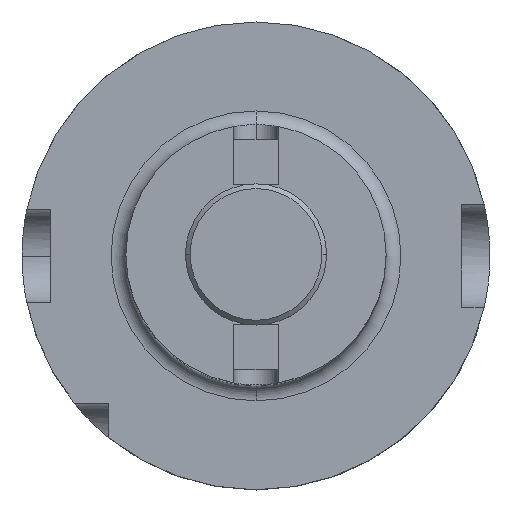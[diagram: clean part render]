
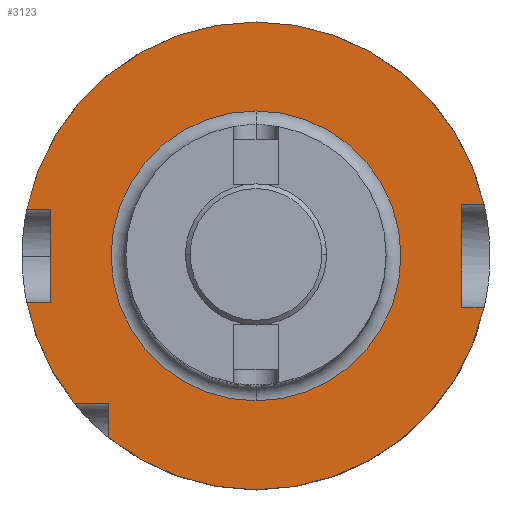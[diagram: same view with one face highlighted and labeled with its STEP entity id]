
A CAD part, top view. The second image highlights one B-rep face of the part: STEP entity #3123.
In plain terms, the highlighted planar face has unit normal (0, 0, 1).
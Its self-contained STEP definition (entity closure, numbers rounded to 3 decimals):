
#5 = VERTEX_POINT ( 'NONE', #1293 ) ;
#14 = DIRECTION ( 'NONE',  ( -1., 0., 0. ) ) ;
#50 = VERTEX_POINT ( 'NONE', #820 ) ;
#70 = CIRCLE ( 'NONE', #2383, 30.983 ) ;
#72 = CIRCLE ( 'NONE', #1471, 30.983 ) ;
#80 = CARTESIAN_POINT ( 'NONE',  ( 0., 0., 29. ) ) ;
#113 = VECTOR ( 'NONE', #494, 1000. ) ;
#119 = PLANE ( 'NONE',  #1359 ) ;
#133 = VERTEX_POINT ( 'NONE', #2468 ) ;
#138 = VERTEX_POINT ( 'NONE', #284 ) ;
#173 = CARTESIAN_POINT ( 'NONE',  ( 48.775, 11., 29. ) ) ;
#190 = LINE ( 'NONE', #1722, #3112 ) ;
#248 = ORIENTED_EDGE ( 'NONE', *, *, #660, .F. ) ;
#282 = CARTESIAN_POINT ( 'NONE',  ( -31.5, 27.813, 29. ) ) ;
#284 = CARTESIAN_POINT ( 'NONE',  ( 0., 30.983, 29. ) ) ;
#398 = EDGE_LOOP ( 'NONE', ( #2615, #2415 ) ) ;
#441 = CARTESIAN_POINT ( 'NONE',  ( 0., 10., 29. ) ) ;
#446 = ORIENTED_EDGE ( 'NONE', *, *, #1261, .F. ) ;
#494 = DIRECTION ( 'NONE',  ( 0., 1., 0. ) ) ;
#500 = CARTESIAN_POINT ( 'NONE',  ( 44., -11., 29. ) ) ;
#531 = VERTEX_POINT ( 'NONE', #768 ) ;
#555 = EDGE_CURVE ( 'NONE', #2074, #2706, #2807, .T. ) ;
#603 = CARTESIAN_POINT ( 'NONE',  ( 0., 0., 29. ) ) ;
#632 = VERTEX_POINT ( 'NONE', #2274 ) ;
#660 = EDGE_CURVE ( 'NONE', #632, #3001, #982, .T. ) ;
#685 = AXIS2_PLACEMENT_3D ( 'NONE', #2494, #2810, #804 ) ;
#688 = DIRECTION ( 'NONE',  ( 0., 0., -1. ) ) ;
#704 = ORIENTED_EDGE ( 'NONE', *, *, #3602, .F. ) ;
#736 = LINE ( 'NONE', #500, #1310 ) ;
#740 = AXIS2_PLACEMENT_3D ( 'NONE', #1515, #2582, #1746 ) ;
#768 = CARTESIAN_POINT ( 'NONE',  ( -31.5, -31.5, 29. ) ) ;
#792 = EDGE_LOOP ( 'NONE', ( #2914, #2457, #704, #2366, #446, #1038, #2709, #248, #2189, #2152, #2419, #1197 ) ) ;
#804 = DIRECTION ( 'NONE',  ( 0., 1., 0. ) ) ;
#812 = LINE ( 'NONE', #2849, #2352 ) ;
#820 = CARTESIAN_POINT ( 'NONE',  ( -48.99, -10., 29. ) ) ;
#870 = DIRECTION ( 'NONE',  ( 0., 1., 0. ) ) ;
#883 = DIRECTION ( 'NONE',  ( -1., 0., 0. ) ) ;
#971 = EDGE_CURVE ( 'NONE', #531, #2411, #190, .T. ) ;
#977 = VECTOR ( 'NONE', #2006, 1000. ) ;
#979 = CIRCLE ( 'NONE', #740, 50. ) ;
#982 = CIRCLE ( 'NONE', #3644, 50. ) ;
#990 = LINE ( 'NONE', #441, #3507 ) ;
#1038 = ORIENTED_EDGE ( 'NONE', *, *, #2825, .T. ) ;
#1102 = VERTEX_POINT ( 'NONE', #1467 ) ;
#1174 = CARTESIAN_POINT ( 'NONE',  ( -38.83, -31.5, 29. ) ) ;
#1197 = ORIENTED_EDGE ( 'NONE', *, *, #2382, .F. ) ;
#1220 = FACE_OUTER_BOUND ( 'NONE', #792, .T. ) ;
#1261 = EDGE_CURVE ( 'NONE', #2725, #1102, #736, .T. ) ;
#1263 = CIRCLE ( 'NONE', #2749, 50. ) ;
#1293 = CARTESIAN_POINT ( 'NONE',  ( 48.775, -11., 29. ) ) ;
#1310 = VECTOR ( 'NONE', #3557, 1000. ) ;
#1359 = AXIS2_PLACEMENT_3D ( 'NONE', #1516, #1477, #1790 ) ;
#1439 = CARTESIAN_POINT ( 'NONE',  ( 0., -30.983, 29. ) ) ;
#1467 = CARTESIAN_POINT ( 'NONE',  ( 44., -11., 29. ) ) ;
#1471 = AXIS2_PLACEMENT_3D ( 'NONE', #80, #688, #2652 ) ;
#1477 = DIRECTION ( 'NONE',  ( 0., 0., 1. ) ) ;
#1511 = DIRECTION ( 'NONE',  ( 0., 0., -1. ) ) ;
#1515 = CARTESIAN_POINT ( 'NONE',  ( 0., 0., 29. ) ) ;
#1516 = CARTESIAN_POINT ( 'NONE',  ( 0., 27.813, 29. ) ) ;
#1561 = VECTOR ( 'NONE', #2230, 1000. ) ;
#1689 = CARTESIAN_POINT ( 'NONE',  ( -44., 10., 29. ) ) ;
#1710 = CARTESIAN_POINT ( 'NONE',  ( 0., 50., 29. ) ) ;
#1722 = CARTESIAN_POINT ( 'NONE',  ( 0., -31.5, 29. ) ) ;
#1746 = DIRECTION ( 'NONE',  ( 0., 1., 0. ) ) ;
#1753 = EDGE_CURVE ( 'NONE', #2074, #632, #990, .T. ) ;
#1790 = DIRECTION ( 'NONE',  ( 0., -1., 0. ) ) ;
#1794 = CIRCLE ( 'NONE', #685, 50. ) ;
#1813 = VERTEX_POINT ( 'NONE', #1439 ) ;
#1823 = EDGE_CURVE ( 'NONE', #5, #1102, #812, .T. ) ;
#2006 = DIRECTION ( 'NONE',  ( 1., 0., 0. ) ) ;
#2039 = VERTEX_POINT ( 'NONE', #173 ) ;
#2052 = DIRECTION ( 'NONE',  ( 0., 1., 0. ) ) ;
#2053 = FACE_BOUND ( 'NONE', #398, .T. ) ;
#2074 = VERTEX_POINT ( 'NONE', #1689 ) ;
#2092 = CARTESIAN_POINT ( 'NONE',  ( -44., -10., 29. ) ) ;
#2100 = VECTOR ( 'NONE', #2489, 1000. ) ;
#2134 = EDGE_CURVE ( 'NONE', #133, #531, #2642, .T. ) ;
#2152 = ORIENTED_EDGE ( 'NONE', *, *, #555, .T. ) ;
#2189 = ORIENTED_EDGE ( 'NONE', *, *, #1753, .F. ) ;
#2230 = DIRECTION ( 'NONE',  ( 1., 0., 0. ) ) ;
#2274 = CARTESIAN_POINT ( 'NONE',  ( -48.99, 10., 29. ) ) ;
#2278 = CARTESIAN_POINT ( 'NONE',  ( 0., 0., 29. ) ) ;
#2352 = VECTOR ( 'NONE', #883, 1000. ) ;
#2366 = ORIENTED_EDGE ( 'NONE', *, *, #1823, .T. ) ;
#2382 = EDGE_CURVE ( 'NONE', #2411, #50, #979, .T. ) ;
#2383 = AXIS2_PLACEMENT_3D ( 'NONE', #603, #3163, #3451 ) ;
#2402 = CARTESIAN_POINT ( 'NONE',  ( 44., 11., 29. ) ) ;
#2411 = VERTEX_POINT ( 'NONE', #1174 ) ;
#2415 = ORIENTED_EDGE ( 'NONE', *, *, #3103, .T. ) ;
#2419 = ORIENTED_EDGE ( 'NONE', *, *, #3441, .F. ) ;
#2457 = ORIENTED_EDGE ( 'NONE', *, *, #2134, .F. ) ;
#2468 = CARTESIAN_POINT ( 'NONE',  ( -31.5, -38.83, 29. ) ) ;
#2489 = DIRECTION ( 'NONE',  ( 0., -1., 0. ) ) ;
#2494 = CARTESIAN_POINT ( 'NONE',  ( 0., 0., 29. ) ) ;
#2508 = EDGE_CURVE ( 'NONE', #1813, #138, #70, .T. ) ;
#2573 = CARTESIAN_POINT ( 'NONE',  ( 0., -10., 29. ) ) ;
#2582 = DIRECTION ( 'NONE',  ( 0., 0., -1. ) ) ;
#2615 = ORIENTED_EDGE ( 'NONE', *, *, #2508, .T. ) ;
#2642 = LINE ( 'NONE', #282, #113 ) ;
#2652 = DIRECTION ( 'NONE',  ( 0., -1., 0. ) ) ;
#2680 = LINE ( 'NONE', #3077, #1561 ) ;
#2706 = VERTEX_POINT ( 'NONE', #2092 ) ;
#2709 = ORIENTED_EDGE ( 'NONE', *, *, #3579, .F. ) ;
#2725 = VERTEX_POINT ( 'NONE', #2402 ) ;
#2749 = AXIS2_PLACEMENT_3D ( 'NONE', #2278, #3408, #870 ) ;
#2807 = LINE ( 'NONE', #3612, #2100 ) ;
#2810 = DIRECTION ( 'NONE',  ( 0., 0., -1. ) ) ;
#2825 = EDGE_CURVE ( 'NONE', #2725, #2039, #2680, .T. ) ;
#2849 = CARTESIAN_POINT ( 'NONE',  ( 0., -11., 29. ) ) ;
#2914 = ORIENTED_EDGE ( 'NONE', *, *, #971, .F. ) ;
#2934 = DIRECTION ( 'NONE',  ( -1., 0., 0. ) ) ;
#3001 = VERTEX_POINT ( 'NONE', #1710 ) ;
#3077 = CARTESIAN_POINT ( 'NONE',  ( 0., 11., 29. ) ) ;
#3103 = EDGE_CURVE ( 'NONE', #138, #1813, #72, .T. ) ;
#3112 = VECTOR ( 'NONE', #14, 1000. ) ;
#3123 = ADVANCED_FACE ( 'NONE', ( #2053, #1220 ), #119, .T. ) ;
#3163 = DIRECTION ( 'NONE',  ( 0., 0., -1. ) ) ;
#3233 = LINE ( 'NONE', #2573, #977 ) ;
#3408 = DIRECTION ( 'NONE',  ( 0., 0., -1. ) ) ;
#3441 = EDGE_CURVE ( 'NONE', #50, #2706, #3233, .T. ) ;
#3451 = DIRECTION ( 'NONE',  ( 0., -1., 0. ) ) ;
#3466 = CARTESIAN_POINT ( 'NONE',  ( 0., 0., 29. ) ) ;
#3507 = VECTOR ( 'NONE', #2934, 1000. ) ;
#3557 = DIRECTION ( 'NONE',  ( 0., -1., 0. ) ) ;
#3579 = EDGE_CURVE ( 'NONE', #3001, #2039, #1794, .T. ) ;
#3602 = EDGE_CURVE ( 'NONE', #5, #133, #1263, .T. ) ;
#3612 = CARTESIAN_POINT ( 'NONE',  ( -44., -10., 29. ) ) ;
#3644 = AXIS2_PLACEMENT_3D ( 'NONE', #3466, #1511, #2052 ) ;
